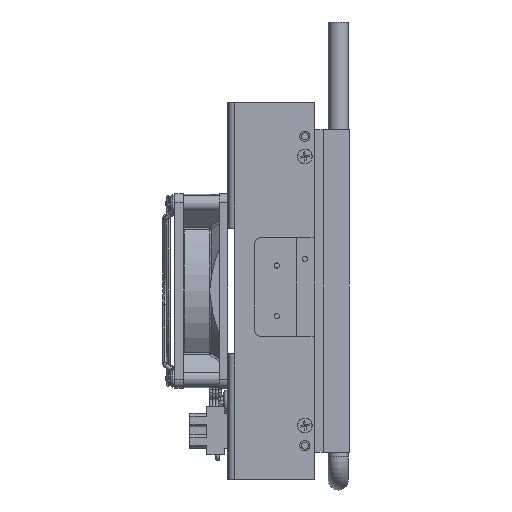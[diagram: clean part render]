
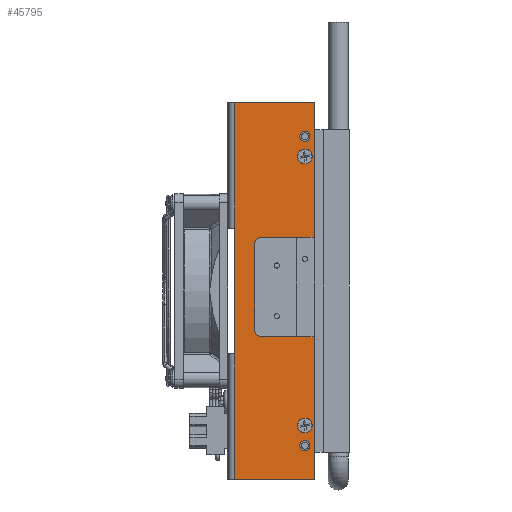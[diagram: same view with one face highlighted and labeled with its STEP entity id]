
A CAD part, left-side view. The second image highlights one B-rep face of the part: STEP entity #45795.
In plain terms, the highlighted face is planar.
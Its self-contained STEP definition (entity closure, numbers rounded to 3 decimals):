
#5330=VECTOR('',#51543,1.);
#5333=VECTOR('',#51553,1.);
#5335=VECTOR('',#51586,1.);
#5338=VECTOR('',#51590,1.);
#5371=VECTOR('',#51722,1.);
#5387=VECTOR('',#51782,1.);
#5388=VECTOR('',#51784,1.);
#8153=LINE('',#59177,#5330);
#8156=LINE('',#59188,#5333);
#8158=LINE('',#59216,#5335);
#8161=LINE('',#59222,#5338);
#8194=LINE('',#59365,#5371);
#8210=LINE('',#59426,#5387);
#8211=LINE('',#59428,#5388);
#10987=PLANE('',#48694);
#11887=VERTEX_POINT('',#59153);
#11891=VERTEX_POINT('',#59162);
#11894=VERTEX_POINT('',#59168);
#11895=VERTEX_POINT('',#59170);
#11897=VERTEX_POINT('',#59176);
#11900=VERTEX_POINT('',#59183);
#11901=VERTEX_POINT('',#59185);
#11912=VERTEX_POINT('',#59217);
#11914=VERTEX_POINT('',#59223);
#11917=VERTEX_POINT('',#59229);
#11931=VERTEX_POINT('',#59263);
#11933=VERTEX_POINT('',#59269);
#11970=VERTEX_POINT('',#59362);
#11971=VERTEX_POINT('',#59366);
#11974=VERTEX_POINT('',#59378);
#11975=VERTEX_POINT('',#59379);
#16562=CIRCLE('',#48584,2.415);
#16566=CIRCLE('',#48589,2.415);
#16568=CIRCLE('',#48592,3.175);
#16570=CIRCLE('',#48596,3.175);
#16590=CIRCLE('',#48631,3.405);
#16592=CIRCLE('',#48635,3.405);
#17892=EDGE_CURVE('',#11887,#11887,#16562,.T.);
#17896=EDGE_CURVE('',#11891,#11891,#16566,.T.);
#17899=EDGE_CURVE('',#11894,#11895,#16568,.T.);
#17903=EDGE_CURVE('',#11894,#11897,#8153,.T.);
#17906=EDGE_CURVE('',#11900,#11901,#16570,.T.);
#17908=EDGE_CURVE('',#11900,#11895,#8156,.T.);
#17920=EDGE_CURVE('',#11912,#11901,#8158,.T.);
#17923=EDGE_CURVE('',#11912,#11914,#8161,.T.);
#17928=EDGE_CURVE('',#11917,#11897,#8161,.T.);
#17943=EDGE_CURVE('',#11931,#11931,#16590,.T.);
#17945=EDGE_CURVE('',#11933,#11933,#16592,.T.);
#17992=EDGE_CURVE('',#11970,#11971,#8194,.T.);
#18000=EDGE_CURVE('',#11974,#11970,#8194,.T.);
#18001=EDGE_CURVE('',#11971,#11975,#8194,.T.);
#18030=EDGE_CURVE('',#11914,#11974,#8210,.T.);
#18031=EDGE_CURVE('',#11975,#11917,#8211,.T.);
#25220=ORIENTED_EDGE('',*,*,#17892,.T.);
#25221=ORIENTED_EDGE('',*,*,#17896,.T.);
#25222=ORIENTED_EDGE('',*,*,#17899,.F.);
#25223=ORIENTED_EDGE('',*,*,#17903,.T.);
#25224=ORIENTED_EDGE('',*,*,#17928,.F.);
#25225=ORIENTED_EDGE('',*,*,#18031,.F.);
#25226=ORIENTED_EDGE('',*,*,#18001,.F.);
#25227=ORIENTED_EDGE('',*,*,#17992,.F.);
#25228=ORIENTED_EDGE('',*,*,#18000,.F.);
#25229=ORIENTED_EDGE('',*,*,#18030,.F.);
#25230=ORIENTED_EDGE('',*,*,#17923,.F.);
#25231=ORIENTED_EDGE('',*,*,#17920,.T.);
#25232=ORIENTED_EDGE('',*,*,#17906,.F.);
#25233=ORIENTED_EDGE('',*,*,#17908,.T.);
#25234=ORIENTED_EDGE('',*,*,#17943,.T.);
#25235=ORIENTED_EDGE('',*,*,#17945,.T.);
#39188=EDGE_LOOP('',(#25220));
#39189=EDGE_LOOP('',(#25221));
#39190=EDGE_LOOP('',(#25222,#25223,#25224,#25225,#25226,#25227,#25228,#25229,
#25230,#25231,#25232,#25233));
#39191=EDGE_LOOP('',(#25234));
#39192=EDGE_LOOP('',(#25235));
#42514=FACE_BOUND('',#39188,.T.);
#42515=FACE_BOUND('',#39189,.T.);
#42516=FACE_BOUND('',#39190,.T.);
#42517=FACE_BOUND('',#39191,.T.);
#42518=FACE_BOUND('',#39192,.T.);
#45795=ADVANCED_FACE('',(#42514,#42515,#42516,#42517,#42518),#10987,.F.);
#48584=AXIS2_PLACEMENT_3D('',#59152,#51520,#51521);
#48589=AXIS2_PLACEMENT_3D('',#59161,#51530,#51531);
#48592=AXIS2_PLACEMENT_3D('',#59169,#51537,#51538);
#48596=AXIS2_PLACEMENT_3D('',#59184,#51549,#51550);
#48631=AXIS2_PLACEMENT_3D('',#59262,#51628,#51629);
#48635=AXIS2_PLACEMENT_3D('',#59268,#51636,#51637);
#48694=AXIS2_PLACEMENT_3D('',#59427,#51783,$);
#51520=DIRECTION('',(0.,1.,0.));
#51521=DIRECTION('',(0.,0.,-2.415));
#51530=DIRECTION('',(0.,1.,0.));
#51531=DIRECTION('',(0.,0.,-2.415));
#51537=DIRECTION('',(0.,-1.,0.));
#51538=DIRECTION('',(2.245,0.,2.245));
#51543=DIRECTION('',(0.,0.,-1.));
#51549=DIRECTION('',(0.,-1.,0.));
#51550=DIRECTION('',(-2.245,0.,2.245));
#51553=DIRECTION('',(1.,0.,0.));
#51586=DIRECTION('',(0.,0.,1.));
#51590=DIRECTION('',(-1.,0.,0.));
#51628=DIRECTION('',(0.,1.,0.));
#51629=DIRECTION('',(0.,0.,-3.405));
#51636=DIRECTION('',(0.,1.,0.));
#51637=DIRECTION('',(0.,0.,-3.405));
#51722=DIRECTION('',(1.,0.,0.));
#51782=DIRECTION('',(0.,0.,1.));
#51783=DIRECTION('',(0.,1.,0.));
#51784=DIRECTION('',(0.,0.,-1.));
#59152=CARTESIAN_POINT('',(73.02,-49.225,-34.72));
#59153=CARTESIAN_POINT('',(73.02,-49.225,-37.135));
#59161=CARTESIAN_POINT('',(-73.02,-49.225,-34.72));
#59162=CARTESIAN_POINT('',(-73.02,-49.225,-37.135));
#59168=CARTESIAN_POINT('',(25.42,-49.225,-14.275));
#59169=CARTESIAN_POINT('',(22.245,-49.225,-14.275));
#59170=CARTESIAN_POINT('',(22.245,-49.225,-11.1));
#59176=CARTESIAN_POINT('',(25.42,-49.225,-39.04));
#59177=CARTESIAN_POINT('',(25.42,-49.225,-22.277));
#59183=CARTESIAN_POINT('',(-18.425,-49.225,-11.1));
#59184=CARTESIAN_POINT('',(-18.425,-49.225,-14.275));
#59185=CARTESIAN_POINT('',(-21.6,-49.225,-14.275));
#59188=CARTESIAN_POINT('',(0.955,-49.225,-11.1));
#59216=CARTESIAN_POINT('',(-21.6,-49.225,-22.277));
#59217=CARTESIAN_POINT('',(-21.6,-49.225,-39.04));
#59222=CARTESIAN_POINT('',(-88.9,-49.225,-39.04));
#59223=CARTESIAN_POINT('',(-88.9,-49.225,-39.04));
#59229=CARTESIAN_POINT('',(88.9,-49.225,-39.04));
#59262=CARTESIAN_POINT('',(63.5,-49.225,-34.72));
#59263=CARTESIAN_POINT('',(63.5,-49.225,-38.125));
#59268=CARTESIAN_POINT('',(-63.5,-49.225,-34.72));
#59269=CARTESIAN_POINT('',(-63.5,-49.225,-38.125));
#59362=CARTESIAN_POINT('',(-29.72,-49.225,-1.6));
#59365=CARTESIAN_POINT('',(0.,-49.225,-1.6));
#59366=CARTESIAN_POINT('',(29.72,-49.225,-1.6));
#59378=CARTESIAN_POINT('',(-88.9,-49.225,-1.6));
#59379=CARTESIAN_POINT('',(88.9,-49.225,-1.6));
#59426=CARTESIAN_POINT('',(-88.9,-49.225,0.071));
#59427=CARTESIAN_POINT('',(0.,-49.225,-19.484));
#59428=CARTESIAN_POINT('',(88.9,-49.225,-39.04));
